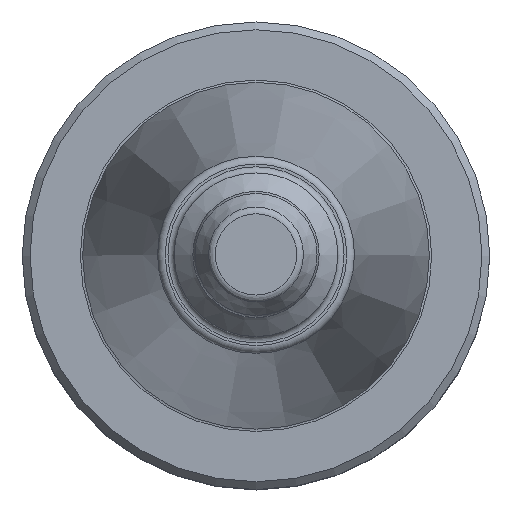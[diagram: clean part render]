
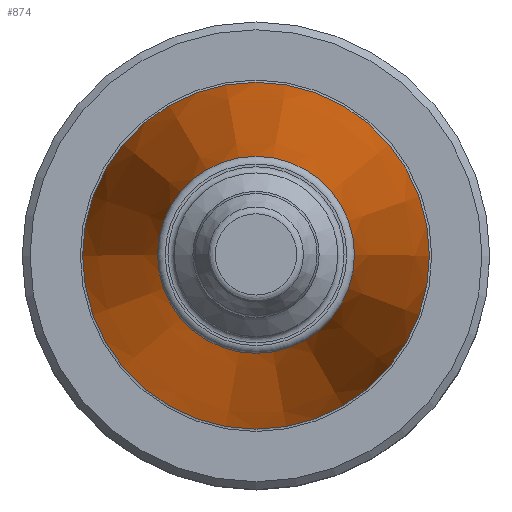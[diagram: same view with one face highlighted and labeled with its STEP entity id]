
A CAD part, top view. The second image highlights one B-rep face of the part: STEP entity #874.
In plain terms, the highlighted conical face has half-angle 8.297 degrees and reference radius 6.257 mm.
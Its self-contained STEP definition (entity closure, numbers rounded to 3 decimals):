
#24=CONICAL_SURFACE('',#949,6.257,0.145);
#117=ORIENTED_EDGE('',*,*,#225,.T.);
#118=ORIENTED_EDGE('',*,*,#226,.T.);
#225=EDGE_CURVE('',#278,#278,#324,.F.);
#226=EDGE_CURVE('',#279,#279,#325,.T.);
#278=VERTEX_POINT('',#1293);
#279=VERTEX_POINT('',#1295);
#324=CIRCLE('',#950,6.319);
#325=CIRCLE('',#951,11.128);
#369=EDGE_LOOP('',(#117));
#370=EDGE_LOOP('',(#118));
#455=FACE_BOUND('',#369,.T.);
#456=FACE_BOUND('',#370,.T.);
#874=ADVANCED_FACE('',(#455,#456),#24,.T.);
#949=AXIS2_PLACEMENT_3D('',#1291,#1085,#1086);
#950=AXIS2_PLACEMENT_3D('',#1292,#1087,#1088);
#951=AXIS2_PLACEMENT_3D('',#1294,#1089,#1090);
#1085=DIRECTION('',(0.,0.,-1.));
#1086=DIRECTION('',(-1.,0.,0.));
#1087=DIRECTION('',(0.,0.,1.));
#1088=DIRECTION('',(1.,0.,0.));
#1089=DIRECTION('',(0.,0.,1.));
#1090=DIRECTION('',(1.,0.,0.));
#1291=CARTESIAN_POINT('',(0.,0.,33.4));
#1292=CARTESIAN_POINT('',(0.,0.,32.972));
#1293=CARTESIAN_POINT('',(6.319,0.,32.972));
#1294=CARTESIAN_POINT('',(0.,0.,0.));
#1295=CARTESIAN_POINT('',(11.128,0.,0.));
